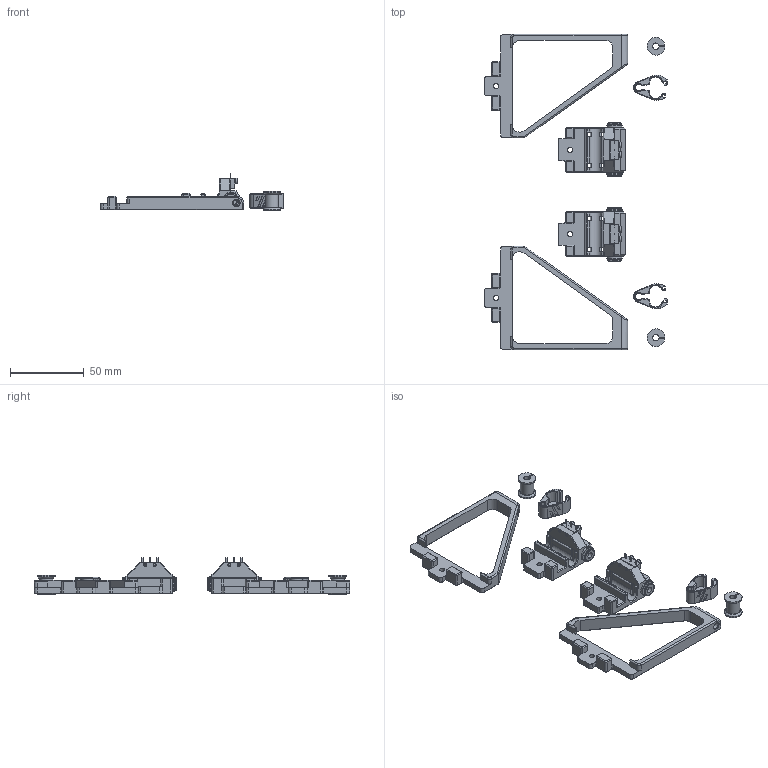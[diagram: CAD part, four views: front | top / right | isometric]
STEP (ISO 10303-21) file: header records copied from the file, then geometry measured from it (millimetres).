
FILE_DESCRIPTION(('FreeCAD Model'),'2;1');
FILE_NAME('Open CASCADE Shape Model','2024-03-17T16:56:28',(''),(''), 'Open CASCADE STEP processor 7.6','FreeCAD','Unknown');
FILE_SCHEMA(('AUTOMOTIVE_DESIGN { 1 0 10303 214 1 1 1 1 }'));
Length unit declared in the file: millimetre
Products named in the file (17): bowden_management; bowden_spool_mount_lower; [flex]_bowden_clip_bushing; [a}_bowden_clip; filament_sensor; bowden_mount_upper_filament_switrch; ECAS04 Bowden Collet003; ECAS04 Bowden Collet004; ECAS04 Bowden Collet005; ECAS04 Bowden Collet002; ECAS04 Bowden Collet; ECAS04 Bowden Collet001; D2F; MainBody001; Button001; M2x10-Screw; bowden_management001 (Mirror #1)
Assembly tree (17 placements, depth 4):
  bowden_management
    bowden_spool_mount_lower
    [flex]_bowden_clip_bushing
    [a}_bowden_clip
    filament_sensor
      bowden_mount_upper_filament_switrch
      ECAS04 Bowden Collet003
        ECAS04 Bowden Collet004
        ECAS04 Bowden Collet005
      ECAS04 Bowden Collet002
        ECAS04 Bowden Collet
        ECAS04 Bowden Collet001
      D2F
        MainBody001
        Button001
        M2x10-Screw  x2
    bowden_management001 (Mirror #1)
Bounding box: 124.01 x 213 x 25 mm (x, y, z)
Volume: 48229.9 mm3; surface area: 34957.4 mm2
Topology: 24 solids, 24 shells, 1042 faces, 2542 edges, 1580 vertices
Faces by surface type: plane 598, cylinder 220, cone 184, torus 20, bspline 12, revolution 8
Full cylindrical faces by diameter (mm): 2 x12, 3.5 x4, 3.8 x4, 4 x8, 4.14 x4, 4.3 x2, 5.6 x4, 6 x4, 8 x8, 8.3 x4, 8.47 x4, 9 x4, 10.45 x4
Entity records: 33104 total; most frequent: CARTESIAN_POINT 7806, DIRECTION 5314, ORIENTED_EDGE 5012, EDGE_CURVE 2506, AXIS2_PLACEMENT_3D 1814, LINE 1680, VECTOR 1680, VERTEX_POINT 1558
